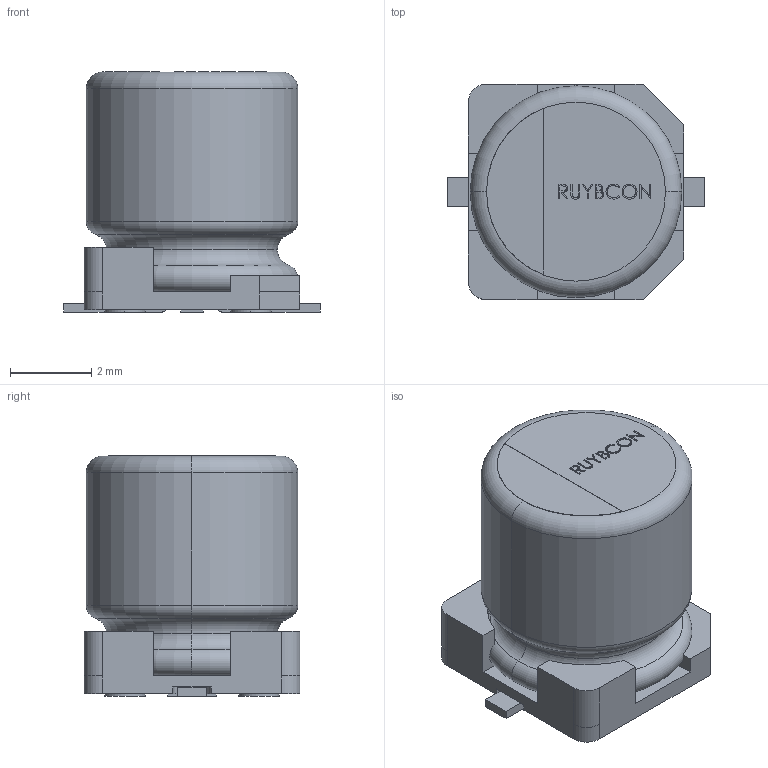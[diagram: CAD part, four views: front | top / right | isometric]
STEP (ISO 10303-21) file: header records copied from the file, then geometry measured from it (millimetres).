
FILE_DESCRIPTION (( 'STEP AP203' ), '1' );
FILE_NAME ('PZ_SMD_5X6.1.STEP', '2021-08-31T09:06:14', ( '' ), ( '' ), 'SwSTEP 2.0', 'SolidWorks 2017', '' );
FILE_SCHEMA (( 'CONFIG_CONTROL_DESIGN' ));
Length unit declared in the file: millimetre
Products named in the file (25): SMD_MARK_D5_01; SMD_AIR_D5_L_01; SMD_TAB+_d0.85_01; SMD_LEAD+_d0.45_N_02; SMD_PAPER_D5_U_01; SMD_CASE_D5_L_01; SMD_ELEMENT_D5_01; SMD_PAPER_D5_L_01; SMD_BASE BOARD_D5_N_01; SMD_LEAD-_d0.45_N_02; SMD_RUBBER_D5_F_01; PZ_SMD_5X6.1; SMD_TAB-_d0.85_01
Assembly tree (12 placements, depth 2):
  SMD_MARK_D5_01
  SMD_AIR_D5_L_01
  SMD_LEAD+_d0.45_N_02
  SMD_PAPER_D5_U_01
  SMD_ELEMENT_D5_01
Bounding box: 6.3 x 5.3 x 5.91 mm (x, y, z)
Volume: 121.9 mm3; surface area: 656 mm2
Topology: 21 solids, 21 shells, 342 faces, 844 edges, 550 vertices
Faces by surface type: plane 190, cylinder 66, bspline 48, torus 34, cone 4
Entity records: 15011 total; most frequent: CARTESIAN_POINT 4778, ORIENTED_EDGE 1688, DIRECTION 1548, EDGE_CURVE 844, VERTEX_POINT 550, VECTOR 532, LINE 532, AXIS2_PLACEMENT_3D 508
